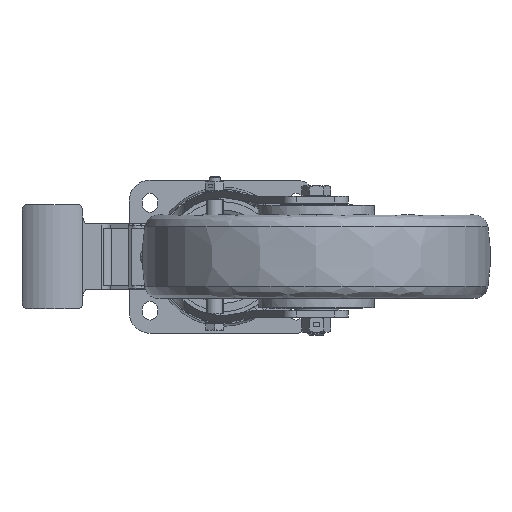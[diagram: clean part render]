
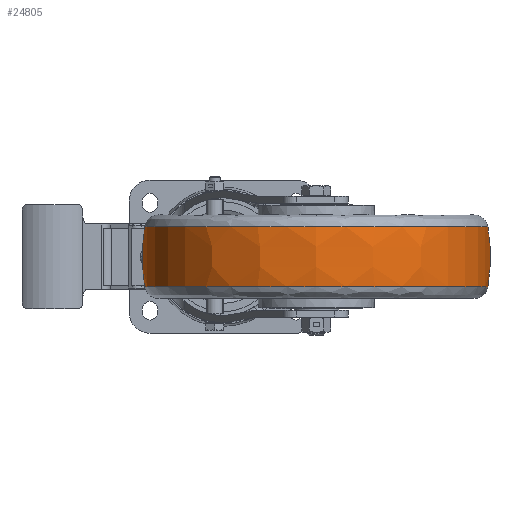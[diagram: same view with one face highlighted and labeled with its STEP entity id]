
A CAD part, front view. The second image highlights one B-rep face of the part: STEP entity #24805.
In plain terms, the highlighted free-form (B-spline) face has degree [3, 3] with [4, 4] control points.
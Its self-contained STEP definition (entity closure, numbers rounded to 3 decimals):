
#709 = AXIS2_PLACEMENT_3D ( 'NONE', #26911, #8874, #29974 ) ;
#1766 = CARTESIAN_POINT ( 'NONE',  ( 192.558, -423.115, -7.221 ) ) ;
#2600 = CARTESIAN_POINT ( 'NONE',  ( 190.34, -172., -21.493 ) ) ;
#2794 = DIRECTION ( 'NONE',  ( 0., 0., 1. ) ) ;
#4793 = CARTESIAN_POINT ( 'NONE',  ( -58.558, -172., -7.221 ) ) ;
#5151 = EDGE_LOOP ( 'NONE', ( #5696, #11424, #31803, #17707 ) ) ;
#5696 = ORIENTED_EDGE ( 'NONE', *, *, #15444, .T. ) ;
#5809 = CARTESIAN_POINT ( 'NONE',  ( -56.34, -172., 21.493 ) ) ;
#6075 =( BOUNDED_SURFACE ( )  B_SPLINE_SURFACE ( 3, 3, ( 
 ( #7590, #34886, #16819, #37953 ),
 ( #19865, #1766, #22878, #4793 ),
 ( #25877, #7849, #28942, #10880 ),
 ( #31968, #13908, #35012, #16946 ) ),
 .UNSPECIFIED., .F., .F., .F. ) 
 B_SPLINE_SURFACE_WITH_KNOTS ( ( 4, 4 ),
 ( 4, 4 ),
 ( 0., 1. ),
 ( 0., 1. ),
 .UNSPECIFIED. ) 
 GEOMETRIC_REPRESENTATION_ITEM ( )  RATIONAL_B_SPLINE_SURFACE ( (
 ( 1., 0.333, 0.333, 1.),
 ( 0.992, 0.331, 0.331, 0.992),
 ( 0.992, 0.331, 0.331, 0.992),
 ( 1., 0.333, 0.333, 1.) ) ) 
 REPRESENTATION_ITEM ( '' )  SURFACE ( )  );
#7590 = CARTESIAN_POINT ( 'NONE',  ( 190.34, -172., -21.493 ) ) ;
#7849 = CARTESIAN_POINT ( 'NONE',  ( 192.558, -423.115, 7.221 ) ) ;
#8874 = DIRECTION ( 'NONE',  ( 0., 1., 0. ) ) ;
#9018 = CIRCLE ( 'NONE', #38020, 123.34 ) ;
#10597 = AXIS2_PLACEMENT_3D ( 'NONE', #34507, #16465, #37566 ) ;
#10880 = CARTESIAN_POINT ( 'NONE',  ( -58.558, -172., 7.221 ) ) ;
#10896 = CIRCLE ( 'NONE', #10943, 140. ) ;
#10943 = AXIS2_PLACEMENT_3D ( 'NONE', #12535, #33621, #15567 ) ;
#11120 = EDGE_CURVE ( 'NONE', #35558, #31305, #10896, .T. ) ;
#11424 = ORIENTED_EDGE ( 'NONE', *, *, #11120, .T. ) ;
#12535 = CARTESIAN_POINT ( 'NONE',  ( 52., -172., 0. ) ) ;
#13496 = CIRCLE ( 'NONE', #709, 140. ) ;
#13700 = EDGE_CURVE ( 'NONE', #31305, #35048, #18836, .T. ) ;
#13908 = CARTESIAN_POINT ( 'NONE',  ( 190.34, -418.681, 21.493 ) ) ;
#14245 = FACE_OUTER_BOUND ( 'NONE', #5151, .T. ) ;
#15444 = EDGE_CURVE ( 'NONE', #36420, #35558, #9018, .T. ) ;
#15567 = DIRECTION ( 'NONE',  ( 1., 0., 0. ) ) ;
#16465 = DIRECTION ( 'NONE',  ( 0., 0., -1. ) ) ;
#16819 = CARTESIAN_POINT ( 'NONE',  ( -56.34, -418.681, -21.493 ) ) ;
#16946 = CARTESIAN_POINT ( 'NONE',  ( -56.34, -172., 21.493 ) ) ;
#17707 = ORIENTED_EDGE ( 'NONE', *, *, #20602, .F. ) ;
#18836 = CIRCLE ( 'NONE', #10597, 123.34 ) ;
#19865 = CARTESIAN_POINT ( 'NONE',  ( 192.558, -172., -7.221 ) ) ;
#20602 = EDGE_CURVE ( 'NONE', #36420, #35048, #13496, .T. ) ;
#20883 = CARTESIAN_POINT ( 'NONE',  ( 67., -172., -21.493 ) ) ;
#22878 = CARTESIAN_POINT ( 'NONE',  ( -58.558, -423.115, -7.221 ) ) ;
#23916 = DIRECTION ( 'NONE',  ( -1., 0., 0. ) ) ;
#24805 = ADVANCED_FACE ( 'NONE', ( #14245 ), #6075, .T. ) ;
#25877 = CARTESIAN_POINT ( 'NONE',  ( 192.558, -172., 7.221 ) ) ;
#26911 = CARTESIAN_POINT ( 'NONE',  ( 82., -172., 0. ) ) ;
#28942 = CARTESIAN_POINT ( 'NONE',  ( -58.558, -423.115, 7.221 ) ) ;
#29974 = DIRECTION ( 'NONE',  ( -1., 0., 0. ) ) ;
#30336 = CARTESIAN_POINT ( 'NONE',  ( 190.34, -172., 21.493 ) ) ;
#31305 = VERTEX_POINT ( 'NONE', #30336 ) ;
#31803 = ORIENTED_EDGE ( 'NONE', *, *, #13700, .T. ) ;
#31968 = CARTESIAN_POINT ( 'NONE',  ( 190.34, -172., 21.493 ) ) ;
#33621 = DIRECTION ( 'NONE',  ( 0., -1., 0. ) ) ;
#34507 = CARTESIAN_POINT ( 'NONE',  ( 67., -172., 21.493 ) ) ;
#34846 = CARTESIAN_POINT ( 'NONE',  ( -56.34, -172., -21.493 ) ) ;
#34886 = CARTESIAN_POINT ( 'NONE',  ( 190.34, -418.681, -21.493 ) ) ;
#35012 = CARTESIAN_POINT ( 'NONE',  ( -56.34, -418.681, 21.493 ) ) ;
#35048 = VERTEX_POINT ( 'NONE', #5809 ) ;
#35558 = VERTEX_POINT ( 'NONE', #2600 ) ;
#36420 = VERTEX_POINT ( 'NONE', #34846 ) ;
#37566 = DIRECTION ( 'NONE',  ( -1., 0., 0. ) ) ;
#37953 = CARTESIAN_POINT ( 'NONE',  ( -56.34, -172., -21.493 ) ) ;
#38020 = AXIS2_PLACEMENT_3D ( 'NONE', #20883, #2794, #23916 ) ;
